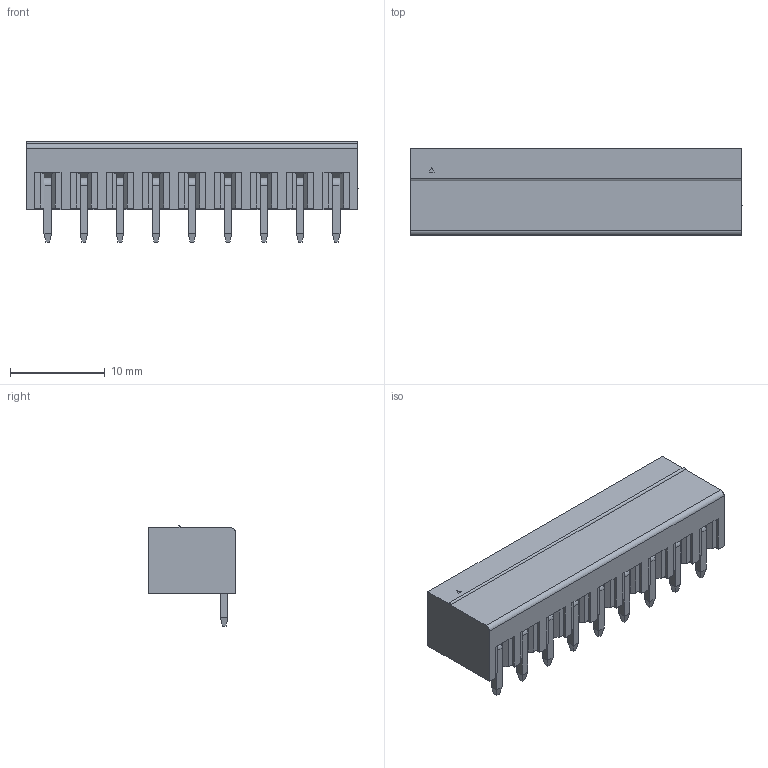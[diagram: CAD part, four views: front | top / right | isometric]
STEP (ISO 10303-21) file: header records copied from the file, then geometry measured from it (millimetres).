
FILE_DESCRIPTION (( 'STEP AP214' ), '1' );
FILE_NAME ('15EDGRC-3.81-09P-14-00AH.STEP', '2021-02-01T22:18:10', ( '' ), ( '' ), 'SwSTEP 2.0', 'SolidWorks 2020', '' );
FILE_SCHEMA (( 'AUTOMOTIVE_DESIGN' ));
Length unit declared in the file: millimetre
Products named in the file (1): 15EDGRC-3.81-09P-14-00AH
Bounding box: 35.08 x 9.2 x 10.6 mm (x, y, z)
Volume: 1094.5 mm3; surface area: 3240.4 mm2
Topology: 1 solids, 10 shells, 997 faces, 2631 edges, 1712 vertices
Faces by surface type: plane 770, bspline 171, cylinder 29, torus 18, cone 9
Entity records: 44049 total; most frequent: CARTESIAN_POINT 15248, ORIENTED_EDGE 5262, DIRECTION 4064, EDGE_CURVE 2631, VECTOR 2168, LINE 2168, VERTEX_POINT 1712, EDGE_LOOP 1055
